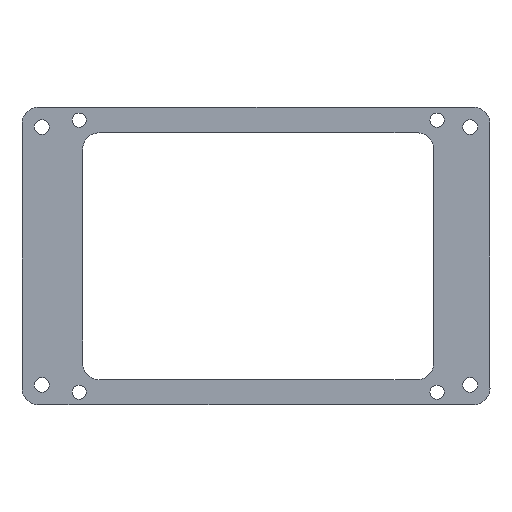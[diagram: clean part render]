
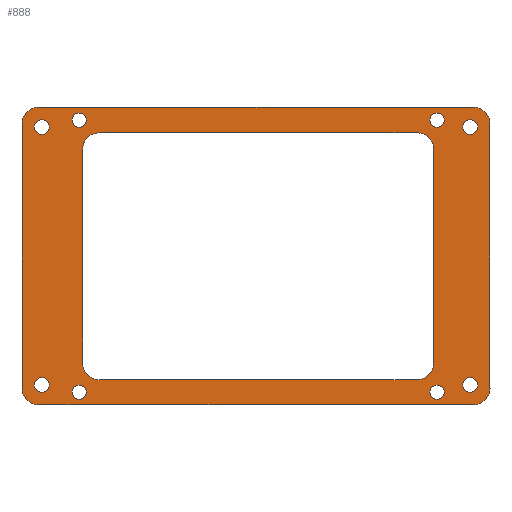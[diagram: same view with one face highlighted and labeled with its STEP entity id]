
A CAD part, front view. The second image highlights one B-rep face of the part: STEP entity #888.
In plain terms, the highlighted planar face has unit normal (0, -1, 0).
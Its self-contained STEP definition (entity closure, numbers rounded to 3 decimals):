
#19=FACE_BOUND('',#127,.T.);
#20=FACE_BOUND('',#128,.T.);
#21=FACE_BOUND('',#129,.T.);
#22=FACE_BOUND('',#130,.T.);
#23=FACE_BOUND('',#131,.T.);
#24=FACE_BOUND('',#132,.T.);
#25=FACE_BOUND('',#133,.T.);
#26=FACE_BOUND('',#134,.T.);
#27=FACE_BOUND('',#135,.T.);
#44=PLANE('',#981);
#77=FACE_OUTER_BOUND('',#126,.T.);
#126=EDGE_LOOP('',(#712,#713,#714,#715,#716,#717,#718,#719,#720,#721));
#127=EDGE_LOOP('',(#722));
#128=EDGE_LOOP('',(#723));
#129=EDGE_LOOP('',(#724));
#130=EDGE_LOOP('',(#725));
#131=EDGE_LOOP('',(#726,#727,#728,#729,#730,#731,#732,#733));
#132=EDGE_LOOP('',(#734));
#133=EDGE_LOOP('',(#735));
#134=EDGE_LOOP('',(#736));
#135=EDGE_LOOP('',(#737));
#164=LINE('',#1304,#243);
#167=LINE('',#1315,#246);
#177=LINE('',#1339,#256);
#185=LINE('',#1374,#264);
#188=LINE('',#1383,#267);
#198=LINE('',#1407,#277);
#204=LINE('',#1433,#283);
#212=LINE('',#1463,#291);
#213=LINE('',#1466,#292);
#214=LINE('',#1467,#293);
#243=VECTOR('',#1032,10.);
#246=VECTOR('',#1043,10.);
#256=VECTOR('',#1061,10.);
#264=VECTOR('',#1095,10.);
#267=VECTOR('',#1106,10.);
#277=VECTOR('',#1124,10.);
#283=VECTOR('',#1150,10.);
#291=VECTOR('',#1188,10.);
#292=VECTOR('',#1191,10.);
#293=VECTOR('',#1192,10.);
#319=CIRCLE('',#925,5.);
#321=CIRCLE('',#929,5.);
#322=CIRCLE('',#932,5.);
#330=CIRCLE('',#943,5.);
#332=CIRCLE('',#946,5.);
#334=CIRCLE('',#950,5.);
#335=CIRCLE('',#953,5.);
#343=CIRCLE('',#964,5.);
#348=CIRCLE('',#973,2.25);
#349=CIRCLE('',#975,2.25);
#350=CIRCLE('',#977,2.25);
#351=CIRCLE('',#979,2.25);
#352=CIRCLE('',#982,2.159);
#353=CIRCLE('',#983,2.159);
#354=CIRCLE('',#984,2.159);
#355=CIRCLE('',#985,2.159);
#370=VERTEX_POINT('',#1294);
#371=VERTEX_POINT('',#1296);
#373=VERTEX_POINT('',#1302);
#376=VERTEX_POINT('',#1309);
#377=VERTEX_POINT('',#1311);
#382=VERTEX_POINT('',#1326);
#383=VERTEX_POINT('',#1327);
#387=VERTEX_POINT('',#1337);
#397=VERTEX_POINT('',#1361);
#400=VERTEX_POINT('',#1368);
#401=VERTEX_POINT('',#1370);
#403=VERTEX_POINT('',#1379);
#408=VERTEX_POINT('',#1394);
#409=VERTEX_POINT('',#1395);
#413=VERTEX_POINT('',#1405);
#423=VERTEX_POINT('',#1429);
#426=VERTEX_POINT('',#1445);
#427=VERTEX_POINT('',#1449);
#428=VERTEX_POINT('',#1453);
#429=VERTEX_POINT('',#1457);
#430=VERTEX_POINT('',#1461);
#431=VERTEX_POINT('',#1465);
#432=VERTEX_POINT('',#1468);
#433=VERTEX_POINT('',#1470);
#434=VERTEX_POINT('',#1472);
#435=VERTEX_POINT('',#1474);
#455=EDGE_CURVE('',#370,#371,#319,.T.);
#459=EDGE_CURVE('',#370,#373,#164,.T.);
#462=EDGE_CURVE('',#376,#377,#321,.T.);
#464=EDGE_CURVE('',#376,#371,#167,.T.);
#470=EDGE_CURVE('',#382,#383,#322,.T.);
#476=EDGE_CURVE('',#382,#387,#177,.T.);
#487=EDGE_CURVE('',#397,#387,#330,.T.);
#491=EDGE_CURVE('',#400,#401,#332,.T.);
#493=EDGE_CURVE('',#400,#377,#185,.T.);
#497=EDGE_CURVE('',#403,#373,#334,.T.);
#498=EDGE_CURVE('',#403,#401,#188,.T.);
#504=EDGE_CURVE('',#408,#409,#335,.T.);
#510=EDGE_CURVE('',#408,#413,#198,.T.);
#521=EDGE_CURVE('',#423,#413,#343,.T.);
#523=EDGE_CURVE('',#423,#383,#204,.T.);
#530=EDGE_CURVE('',#426,#426,#348,.T.);
#532=EDGE_CURVE('',#427,#427,#349,.T.);
#534=EDGE_CURVE('',#428,#428,#350,.T.);
#536=EDGE_CURVE('',#429,#429,#351,.T.);
#539=EDGE_CURVE('',#397,#430,#212,.T.);
#540=EDGE_CURVE('',#430,#431,#213,.T.);
#541=EDGE_CURVE('',#431,#409,#214,.T.);
#542=EDGE_CURVE('',#432,#432,#352,.T.);
#543=EDGE_CURVE('',#433,#433,#353,.T.);
#544=EDGE_CURVE('',#434,#434,#354,.T.);
#545=EDGE_CURVE('',#435,#435,#355,.T.);
#712=ORIENTED_EDGE('',*,*,#470,.F.);
#713=ORIENTED_EDGE('',*,*,#476,.T.);
#714=ORIENTED_EDGE('',*,*,#487,.F.);
#715=ORIENTED_EDGE('',*,*,#539,.T.);
#716=ORIENTED_EDGE('',*,*,#540,.T.);
#717=ORIENTED_EDGE('',*,*,#541,.T.);
#718=ORIENTED_EDGE('',*,*,#504,.F.);
#719=ORIENTED_EDGE('',*,*,#510,.T.);
#720=ORIENTED_EDGE('',*,*,#521,.F.);
#721=ORIENTED_EDGE('',*,*,#523,.T.);
#722=ORIENTED_EDGE('',*,*,#536,.T.);
#723=ORIENTED_EDGE('',*,*,#542,.T.);
#724=ORIENTED_EDGE('',*,*,#543,.T.);
#725=ORIENTED_EDGE('',*,*,#534,.T.);
#726=ORIENTED_EDGE('',*,*,#498,.T.);
#727=ORIENTED_EDGE('',*,*,#491,.F.);
#728=ORIENTED_EDGE('',*,*,#493,.T.);
#729=ORIENTED_EDGE('',*,*,#462,.F.);
#730=ORIENTED_EDGE('',*,*,#464,.T.);
#731=ORIENTED_EDGE('',*,*,#455,.F.);
#732=ORIENTED_EDGE('',*,*,#459,.T.);
#733=ORIENTED_EDGE('',*,*,#497,.F.);
#734=ORIENTED_EDGE('',*,*,#544,.T.);
#735=ORIENTED_EDGE('',*,*,#532,.T.);
#736=ORIENTED_EDGE('',*,*,#530,.T.);
#737=ORIENTED_EDGE('',*,*,#545,.T.);
#888=ADVANCED_FACE('',(#77,#19,#20,#21,#22,#23,#24,#25,#26,#27),#44,.T.);
#925=AXIS2_PLACEMENT_3D('',#1297,#1025,#1026);
#929=AXIS2_PLACEMENT_3D('',#1312,#1038,#1039);
#932=AXIS2_PLACEMENT_3D('',#1328,#1051,#1052);
#943=AXIS2_PLACEMENT_3D('',#1362,#1082,#1083);
#946=AXIS2_PLACEMENT_3D('',#1371,#1090,#1091);
#950=AXIS2_PLACEMENT_3D('',#1381,#1102,#1103);
#953=AXIS2_PLACEMENT_3D('',#1396,#1114,#1115);
#964=AXIS2_PLACEMENT_3D('',#1430,#1145,#1146);
#973=AXIS2_PLACEMENT_3D('',#1446,#1167,#1168);
#975=AXIS2_PLACEMENT_3D('',#1450,#1172,#1173);
#977=AXIS2_PLACEMENT_3D('',#1454,#1177,#1178);
#979=AXIS2_PLACEMENT_3D('',#1458,#1182,#1183);
#981=AXIS2_PLACEMENT_3D('',#1464,#1189,#1190);
#982=AXIS2_PLACEMENT_3D('',#1469,#1193,#1194);
#983=AXIS2_PLACEMENT_3D('',#1471,#1195,#1196);
#984=AXIS2_PLACEMENT_3D('',#1473,#1197,#1198);
#985=AXIS2_PLACEMENT_3D('',#1475,#1199,#1200);
#1025=DIRECTION('center_axis',(0.,-1.,0.));
#1026=DIRECTION('ref_axis',(0.707,0.,-0.707));
#1032=DIRECTION('',(-1.,0.,0.));
#1038=DIRECTION('center_axis',(0.,-1.,0.));
#1039=DIRECTION('ref_axis',(0.707,0.,0.707));
#1043=DIRECTION('',(0.,0.,-1.));
#1051=DIRECTION('center_axis',(0.,1.,0.));
#1052=DIRECTION('ref_axis',(-0.707,0.,0.707));
#1061=DIRECTION('',(0.,0.,-1.));
#1082=DIRECTION('center_axis',(0.,1.,0.));
#1083=DIRECTION('ref_axis',(-0.707,0.,-0.707));
#1090=DIRECTION('center_axis',(0.,-1.,0.));
#1091=DIRECTION('ref_axis',(-0.707,0.,0.707));
#1095=DIRECTION('',(1.,0.,0.));
#1102=DIRECTION('center_axis',(0.,-1.,0.));
#1103=DIRECTION('ref_axis',(-0.707,0.,-0.707));
#1106=DIRECTION('',(0.,0.,1.));
#1114=DIRECTION('center_axis',(0.,1.,0.));
#1115=DIRECTION('ref_axis',(0.707,0.,-0.707));
#1124=DIRECTION('',(0.,0.,1.));
#1145=DIRECTION('center_axis',(0.,1.,0.));
#1146=DIRECTION('ref_axis',(0.707,0.,0.707));
#1150=DIRECTION('',(-1.,0.,0.));
#1167=DIRECTION('center_axis',(0.,1.,0.));
#1168=DIRECTION('ref_axis',(1.,0.,0.));
#1172=DIRECTION('center_axis',(0.,1.,0.));
#1173=DIRECTION('ref_axis',(1.,0.,0.));
#1177=DIRECTION('center_axis',(0.,1.,0.));
#1178=DIRECTION('ref_axis',(1.,0.,0.));
#1182=DIRECTION('center_axis',(0.,1.,0.));
#1183=DIRECTION('ref_axis',(1.,0.,0.));
#1188=DIRECTION('',(1.,0.,0.));
#1189=DIRECTION('center_axis',(0.,-1.,0.));
#1190=DIRECTION('ref_axis',(1.,0.,0.));
#1191=DIRECTION('',(1.,0.,-0.013));
#1192=DIRECTION('',(1.,0.,0.));
#1193=DIRECTION('center_axis',(0.,1.,0.));
#1194=DIRECTION('ref_axis',(1.,0.,0.));
#1195=DIRECTION('center_axis',(0.,1.,0.));
#1196=DIRECTION('ref_axis',(1.,0.,0.));
#1197=DIRECTION('center_axis',(0.,1.,0.));
#1198=DIRECTION('ref_axis',(1.,0.,0.));
#1199=DIRECTION('center_axis',(0.,1.,0.));
#1200=DIRECTION('ref_axis',(1.,0.,0.));
#1294=CARTESIAN_POINT('',(47.849,-14.05,-37.294));
#1296=CARTESIAN_POINT('',(52.849,-14.05,-32.294));
#1297=CARTESIAN_POINT('Origin',(47.849,-14.05,-32.294));
#1302=CARTESIAN_POINT('',(-47.976,-14.05,-37.294));
#1304=CARTESIAN_POINT('',(-52.976,-14.05,-37.294));
#1309=CARTESIAN_POINT('',(52.849,-14.05,32.167));
#1311=CARTESIAN_POINT('',(47.849,-14.05,37.167));
#1312=CARTESIAN_POINT('Origin',(47.849,-14.05,32.167));
#1315=CARTESIAN_POINT('',(52.849,-14.05,37.167));
#1326=CARTESIAN_POINT('',(-71.294,-14.05,39.894));
#1327=CARTESIAN_POINT('',(-66.294,-14.05,44.894));
#1328=CARTESIAN_POINT('Origin',(-66.294,-14.05,39.894));
#1337=CARTESIAN_POINT('',(-71.294,-14.05,-39.892));
#1339=CARTESIAN_POINT('',(-71.294,-14.05,44.894));
#1361=CARTESIAN_POINT('',(-66.294,-14.05,-44.892));
#1362=CARTESIAN_POINT('Origin',(-66.294,-14.05,-39.892));
#1368=CARTESIAN_POINT('',(-47.976,-14.05,37.167));
#1370=CARTESIAN_POINT('',(-52.976,-14.05,32.167));
#1371=CARTESIAN_POINT('Origin',(-47.976,-14.05,32.167));
#1374=CARTESIAN_POINT('',(-52.976,-14.05,37.167));
#1379=CARTESIAN_POINT('',(-52.976,-14.05,-32.294));
#1381=CARTESIAN_POINT('Origin',(-47.976,-14.05,-32.294));
#1383=CARTESIAN_POINT('',(-52.976,-14.05,-37.294));
#1394=CARTESIAN_POINT('',(69.849,-14.05,-39.894));
#1395=CARTESIAN_POINT('',(64.849,-14.05,-44.895));
#1396=CARTESIAN_POINT('Origin',(64.849,-14.05,-39.895));
#1405=CARTESIAN_POINT('',(69.849,-14.05,39.895));
#1407=CARTESIAN_POINT('',(69.849,-14.05,44.895));
#1429=CARTESIAN_POINT('',(64.849,-14.05,44.895));
#1430=CARTESIAN_POINT('Origin',(64.849,-14.05,39.895));
#1433=CARTESIAN_POINT('',(53.912,-14.05,44.895));
#1445=CARTESIAN_POINT('',(61.598,-14.05,38.895));
#1446=CARTESIAN_POINT('Origin',(63.848,-14.05,38.895));
#1449=CARTESIAN_POINT('',(-67.544,-14.05,38.895));
#1450=CARTESIAN_POINT('Origin',(-65.294,-14.05,38.895));
#1453=CARTESIAN_POINT('',(61.599,-14.05,-38.895));
#1454=CARTESIAN_POINT('Origin',(63.849,-14.05,-38.895));
#1457=CARTESIAN_POINT('',(-67.544,-14.05,-38.895));
#1458=CARTESIAN_POINT('Origin',(-65.294,-14.05,-38.895));
#1461=CARTESIAN_POINT('',(-54.365,-14.05,-44.892));
#1463=CARTESIAN_POINT('',(-71.294,-14.05,-44.892));
#1464=CARTESIAN_POINT('Origin',(-0.723,-14.05,0.));
#1465=CARTESIAN_POINT('',(-54.166,-14.05,-44.895));
#1466=CARTESIAN_POINT('',(-54.365,-14.05,-44.892));
#1467=CARTESIAN_POINT('',(-54.166,-14.05,-44.895));
#1468=CARTESIAN_POINT('',(-56.198,-14.05,-41.085));
#1469=CARTESIAN_POINT('Origin',(-54.039,-14.05,-41.085));
#1470=CARTESIAN_POINT('',(-56.198,-14.05,40.958));
#1471=CARTESIAN_POINT('Origin',(-54.039,-14.05,40.958));
#1472=CARTESIAN_POINT('',(51.753,-14.05,-41.085));
#1473=CARTESIAN_POINT('Origin',(53.912,-14.05,-41.085));
#1474=CARTESIAN_POINT('',(51.753,-14.05,40.958));
#1475=CARTESIAN_POINT('Origin',(53.912,-14.05,40.958));
